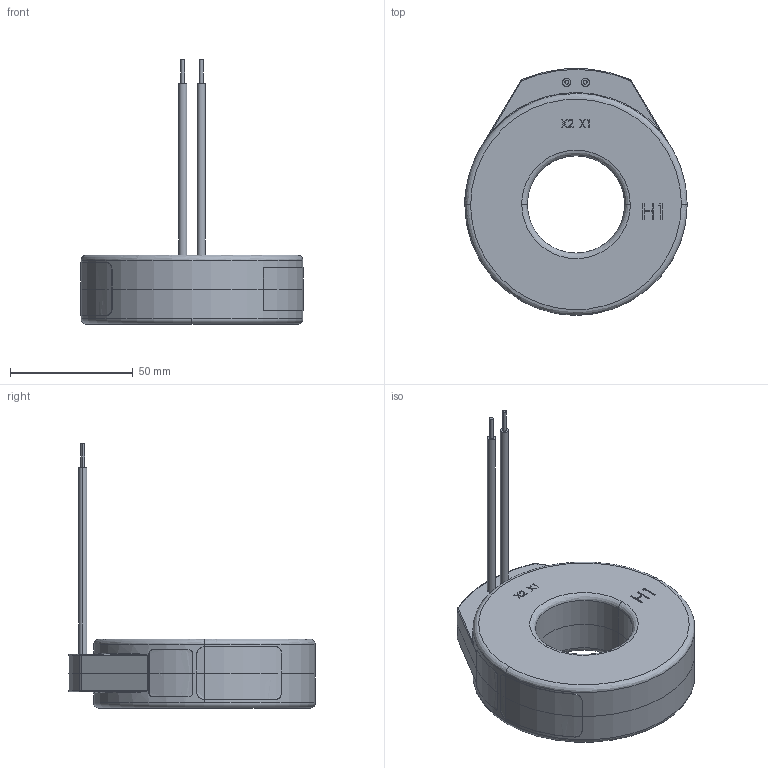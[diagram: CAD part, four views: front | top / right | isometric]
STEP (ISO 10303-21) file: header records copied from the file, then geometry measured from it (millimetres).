
FILE_DESCRIPTION (( 'STEP AP214' ), '1' );
FILE_NAME ('CTF-5RL-0150.step', '2018-11-07T15:51:59', ( '' ), ( '' ), 'SwSTEP 2.0', 'SolidWorks 2018', '' );
FILE_SCHEMA (( 'AUTOMOTIVE_DESIGN' ));
Length unit declared in the file: inch
Products named in the file (1): CTF-5RL-0150
Bounding box: 90.68 x 100.59 x 107.75 mm (x, y, z)
Volume: 156492.3 mm3; surface area: 40440.4 mm2
Topology: 7 solids, 7 shells, 154 faces, 376 edges, 240 vertices
Faces by surface type: plane 87, cylinder 37, bspline 22, torus 8
Entity records: 6178 total; most frequent: CARTESIAN_POINT 2564, ORIENTED_EDGE 744, DIRECTION 674, EDGE_CURVE 372, VERTEX_POINT 240, LINE 236, VECTOR 236, AXIS2_PLACEMENT_3D 219
